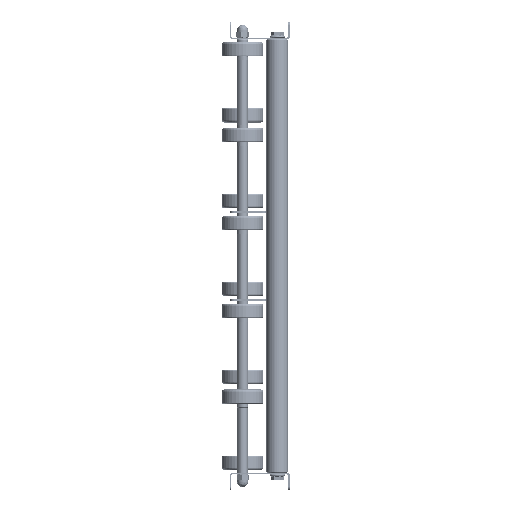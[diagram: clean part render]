
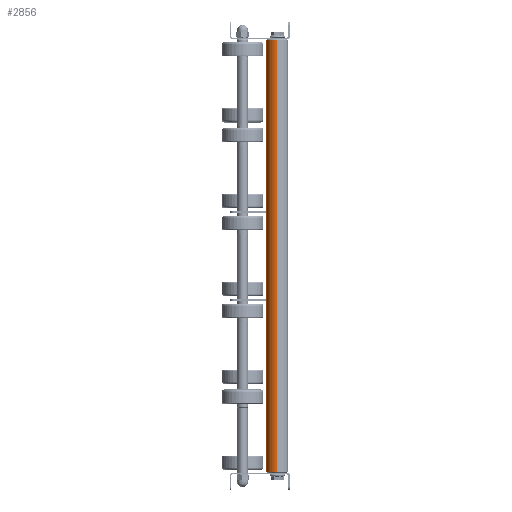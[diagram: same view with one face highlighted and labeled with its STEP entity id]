
A CAD part, left-side view. The second image highlights one B-rep face of the part: STEP entity #2856.
In plain terms, the highlighted cylindrical face has radius 12.5 mm (diameter 25 mm), a partial arc.
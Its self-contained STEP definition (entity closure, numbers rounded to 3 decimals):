
#682 = VECTOR ( 'NONE', #6954, 1000. ) ;
#1374 = FACE_OUTER_BOUND ( 'NONE', #5804, .T. ) ;
#1806 = CARTESIAN_POINT ( 'NONE',  ( 499., 0., -12.5 ) ) ;
#1905 = AXIS2_PLACEMENT_3D ( 'NONE', #20946, #10847, #12250 ) ;
#2483 = VECTOR ( 'NONE', #17758, 1000. ) ;
#2856 = ADVANCED_FACE ( 'NONE', ( #1374 ), #22791, .T. ) ;
#3603 = CIRCLE ( 'NONE', #22209, 12.5 ) ;
#4727 = CARTESIAN_POINT ( 'NONE',  ( 500., 0., 0. ) ) ;
#4926 = VERTEX_POINT ( 'NONE', #6821 ) ;
#5191 = LINE ( 'NONE', #19077, #682 ) ;
#5804 = EDGE_LOOP ( 'NONE', ( #9186, #13108, #8730, #17988 ) ) ;
#6821 = CARTESIAN_POINT ( 'NONE',  ( 1., 0., -12.5 ) ) ;
#6954 = DIRECTION ( 'NONE',  ( -1., 0., 0. ) ) ;
#8730 = ORIENTED_EDGE ( 'NONE', *, *, #21248, .T. ) ;
#8993 = CIRCLE ( 'NONE', #1905, 12.5 ) ;
#9173 = DIRECTION ( 'NONE',  ( -1., 0., 0. ) ) ;
#9186 = ORIENTED_EDGE ( 'NONE', *, *, #10591, .T. ) ;
#10591 = EDGE_CURVE ( 'NONE', #19443, #14038, #3603, .T. ) ;
#10847 = DIRECTION ( 'NONE',  ( 1., 0., 0. ) ) ;
#11895 = LINE ( 'NONE', #18955, #2483 ) ;
#12250 = DIRECTION ( 'NONE',  ( 0., 0., -1. ) ) ;
#13108 = ORIENTED_EDGE ( 'NONE', *, *, #14654, .T. ) ;
#13959 = DIRECTION ( 'NONE',  ( -1., 0., 0. ) ) ;
#14038 = VERTEX_POINT ( 'NONE', #1806 ) ;
#14642 = DIRECTION ( 'NONE',  ( 0., 0., -1. ) ) ;
#14654 = EDGE_CURVE ( 'NONE', #14038, #4926, #5191, .T. ) ;
#15374 = VERTEX_POINT ( 'NONE', #20939 ) ;
#16766 = EDGE_CURVE ( 'NONE', #19443, #15374, #11895, .T. ) ;
#17758 = DIRECTION ( 'NONE',  ( -1., 0., 0. ) ) ;
#17988 = ORIENTED_EDGE ( 'NONE', *, *, #16766, .F. ) ;
#18356 = CARTESIAN_POINT ( 'NONE',  ( 499., 0., 0. ) ) ;
#18851 = DIRECTION ( 'NONE',  ( 0., 0., 1. ) ) ;
#18955 = CARTESIAN_POINT ( 'NONE',  ( 500., 0., 12.5 ) ) ;
#19077 = CARTESIAN_POINT ( 'NONE',  ( 500., 0., -12.5 ) ) ;
#19085 = AXIS2_PLACEMENT_3D ( 'NONE', #4727, #13959, #18851 ) ;
#19443 = VERTEX_POINT ( 'NONE', #19661 ) ;
#19661 = CARTESIAN_POINT ( 'NONE',  ( 499., 0., 12.5 ) ) ;
#20939 = CARTESIAN_POINT ( 'NONE',  ( 1., 0., 12.5 ) ) ;
#20946 = CARTESIAN_POINT ( 'NONE',  ( 1., 0., 0. ) ) ;
#21248 = EDGE_CURVE ( 'NONE', #4926, #15374, #8993, .T. ) ;
#22209 = AXIS2_PLACEMENT_3D ( 'NONE', #18356, #9173, #14642 ) ;
#22791 = CYLINDRICAL_SURFACE ( 'NONE', #19085, 12.5 ) ;
